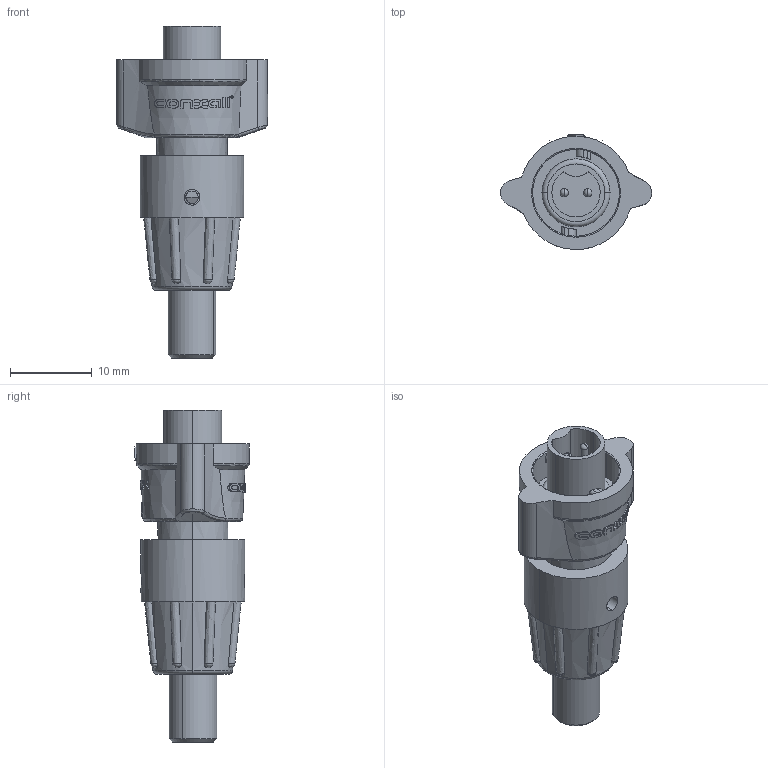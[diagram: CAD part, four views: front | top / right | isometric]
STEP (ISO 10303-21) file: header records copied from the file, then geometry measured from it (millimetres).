
FILE_DESCRIPTION (( 'STEP AP203' ), '1' );
FILE_NAME ('W16280-2PG-P-3XX.STEP', '2020-12-23T20:06:56', ( '' ), ( '' ), 'SwSTEP 2.0', 'SolidWorks 2020', '' );
FILE_SCHEMA (( 'CONFIG_CONTROL_DESIGN' ));
Length unit declared in the file: millimetre
Products named in the file (3): W16280-2PG-P.step; 3XX BACKSHELL.step; W16280-2PG-P-3XX
Assembly tree (2 placements, depth 2):
  W16280-2PG-P-3XX
    W16280-2PG-P.step
    3XX BACKSHELL.step
Bounding box: 18.48 x 14.07 x 40.63 mm (x, y, z)
Volume: 2707.2 mm3; surface area: 3249.3 mm2
Topology: 6 solids, 6 shells, 283 faces, 752 edges, 503 vertices
Faces by surface type: plane 132, cylinder 79, cone 32, bspline 24, torus 10, sphere 6
Entity records: 21710 total; most frequent: CARTESIAN_POINT 15199, ORIENTED_EDGE 1476, DIRECTION 1043, EDGE_CURVE 738, VERTEX_POINT 499, AXIS2_PLACEMENT_3D 415, EDGE_LOOP 321, FACE_OUTER_BOUND 283
